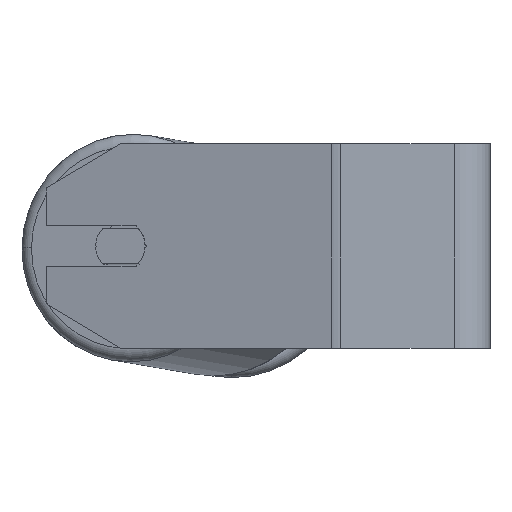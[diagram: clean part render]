
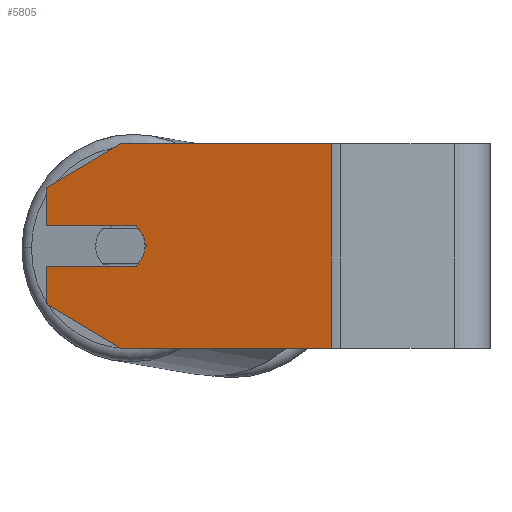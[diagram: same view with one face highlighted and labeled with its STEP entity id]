
A CAD part, left-side view. The second image highlights one B-rep face of the part: STEP entity #5805.
In plain terms, the highlighted planar face has unit normal (-0.966, 0.259, 0).
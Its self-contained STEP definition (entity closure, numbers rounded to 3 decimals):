
#76 = DIRECTION ( 'NONE',  ( -0.259, -0.966, 0. ) ) ;
#122 = ORIENTED_EDGE ( 'NONE', *, *, #6064, .F. ) ;
#170 = ORIENTED_EDGE ( 'NONE', *, *, #7332, .F. ) ;
#266 = VECTOR ( 'NONE', #4310, 1000. ) ;
#319 = CIRCLE ( 'NONE', #5631, 10. ) ;
#397 = CARTESIAN_POINT ( 'NONE',  ( -247.409, 144.528, -40. ) ) ;
#435 = EDGE_CURVE ( 'NONE', #8334, #6579, #2596, .T. ) ;
#637 = CARTESIAN_POINT ( 'NONE',  ( -248.961, 138.732, -8. ) ) ;
#651 = ORIENTED_EDGE ( 'NONE', *, *, #7182, .F. ) ;
#733 = CARTESIAN_POINT ( 'NONE',  ( -239.644, 173.506, -22.679 ) ) ;
#854 = CARTESIAN_POINT ( 'NONE',  ( -269.523, 61.996, -40. ) ) ;
#1027 = CARTESIAN_POINT ( 'NONE',  ( -239.644, 173.506, 40. ) ) ;
#1117 = VECTOR ( 'NONE', #4799, 1000. ) ;
#1228 = FACE_OUTER_BOUND ( 'NONE', #5220, .T. ) ;
#1234 = CARTESIAN_POINT ( 'NONE',  ( -248.961, 138.732, -8. ) ) ;
#1236 = EDGE_CURVE ( 'NONE', #2502, #5685, #4080, .T. ) ;
#1353 = ORIENTED_EDGE ( 'NONE', *, *, #2007, .T. ) ;
#1498 = CARTESIAN_POINT ( 'NONE',  ( -239.644, 173.506, 40. ) ) ;
#1707 = LINE ( 'NONE', #1027, #7232 ) ;
#1719 = CARTESIAN_POINT ( 'NONE',  ( -239.644, 173.506, -8. ) ) ;
#1742 = LINE ( 'NONE', #397, #4243 ) ;
#1751 = CARTESIAN_POINT ( 'NONE',  ( -269.523, 61.996, 40. ) ) ;
#1783 = CARTESIAN_POINT ( 'NONE',  ( -247.409, 144.528, 0. ) ) ;
#1791 = LINE ( 'NONE', #6940, #7744 ) ;
#1900 = ORIENTED_EDGE ( 'NONE', *, *, #3313, .T. ) ;
#2007 = EDGE_CURVE ( 'NONE', #5450, #6677, #1742, .T. ) ;
#2201 = DIRECTION ( 'NONE',  ( -0.966, 0.259, 0. ) ) ;
#2217 = LINE ( 'NONE', #4814, #4917 ) ;
#2383 = ORIENTED_EDGE ( 'NONE', *, *, #4756, .F. ) ;
#2384 = CARTESIAN_POINT ( 'NONE',  ( -269.523, 61.996, 40. ) ) ;
#2464 = VECTOR ( 'NONE', #76, 1000. ) ;
#2480 = DIRECTION ( 'NONE',  ( -0.259, -0.966, 0. ) ) ;
#2502 = VERTEX_POINT ( 'NONE', #3235 ) ;
#2562 = LINE ( 'NONE', #637, #2464 ) ;
#2596 = CIRCLE ( 'NONE', #3138, 10. ) ;
#2688 = ORIENTED_EDGE ( 'NONE', *, *, #4438, .F. ) ;
#2758 = CARTESIAN_POINT ( 'NONE',  ( -249.997, 134.869, 0. ) ) ;
#2900 = VERTEX_POINT ( 'NONE', #4007 ) ;
#2927 = LINE ( 'NONE', #1498, #1117 ) ;
#3106 = LINE ( 'NONE', #3615, #5616 ) ;
#3123 = DIRECTION ( 'NONE',  ( -0.966, 0.259, 0. ) ) ;
#3138 = AXIS2_PLACEMENT_3D ( 'NONE', #1783, #3123, #2480 ) ;
#3235 = CARTESIAN_POINT ( 'NONE',  ( -247.409, 144.528, 40. ) ) ;
#3245 = VERTEX_POINT ( 'NONE', #1234 ) ;
#3313 = EDGE_CURVE ( 'NONE', #8198, #5450, #1791, .T. ) ;
#3408 = ORIENTED_EDGE ( 'NONE', *, *, #435, .F. ) ;
#3538 = DIRECTION ( 'NONE',  ( -0.259, -0.966, 0. ) ) ;
#3615 = CARTESIAN_POINT ( 'NONE',  ( -248.961, 138.732, 8. ) ) ;
#3735 = CARTESIAN_POINT ( 'NONE',  ( -239.644, 173.506, 40. ) ) ;
#3736 = DIRECTION ( 'NONE',  ( 0., 0., -1. ) ) ;
#4007 = CARTESIAN_POINT ( 'NONE',  ( -239.644, 173.506, 8. ) ) ;
#4080 = LINE ( 'NONE', #7866, #5478 ) ;
#4095 = DIRECTION ( 'NONE',  ( -0.259, -0.966, 0. ) ) ;
#4243 = VECTOR ( 'NONE', #7025, 1000. ) ;
#4310 = DIRECTION ( 'NONE',  ( 0., 0., -1. ) ) ;
#4368 = CARTESIAN_POINT ( 'NONE',  ( -239.644, 173.506, 22.679 ) ) ;
#4438 = EDGE_CURVE ( 'NONE', #2502, #7989, #1707, .T. ) ;
#4756 = EDGE_CURVE ( 'NONE', #6579, #2900, #3106, .T. ) ;
#4799 = DIRECTION ( 'NONE',  ( 0., 0., -1. ) ) ;
#4814 = CARTESIAN_POINT ( 'NONE',  ( -239.644, 173.506, -40. ) ) ;
#4881 = VERTEX_POINT ( 'NONE', #854 ) ;
#4883 = DIRECTION ( 'NONE',  ( 0.259, 0.966, 0. ) ) ;
#4917 = VECTOR ( 'NONE', #3538, 1000. ) ;
#5119 = ORIENTED_EDGE ( 'NONE', *, *, #7460, .T. ) ;
#5220 = EDGE_LOOP ( 'NONE', ( #122, #170, #1900, #1353, #5119, #651, #2688, #5487, #8279, #2383, #3408 ) ) ;
#5431 = CARTESIAN_POINT ( 'NONE',  ( -247.409, 144.528, 0. ) ) ;
#5450 = VERTEX_POINT ( 'NONE', #733 ) ;
#5478 = VECTOR ( 'NONE', #6635, 1000. ) ;
#5487 = ORIENTED_EDGE ( 'NONE', *, *, #1236, .T. ) ;
#5616 = VECTOR ( 'NONE', #4883, 1000. ) ;
#5625 = AXIS2_PLACEMENT_3D ( 'NONE', #3735, #6298, #7059 ) ;
#5631 = AXIS2_PLACEMENT_3D ( 'NONE', #5431, #2201, #4095 ) ;
#5685 = VERTEX_POINT ( 'NONE', #4368 ) ;
#5805 = ADVANCED_FACE ( 'NONE', ( #1228 ), #6377, .F. ) ;
#5987 = EDGE_CURVE ( 'NONE', #5685, #2900, #2927, .T. ) ;
#6055 = CARTESIAN_POINT ( 'NONE',  ( -247.409, 144.528, -40. ) ) ;
#6064 = EDGE_CURVE ( 'NONE', #3245, #8334, #319, .T. ) ;
#6298 = DIRECTION ( 'NONE',  ( 0.966, -0.259, 0. ) ) ;
#6377 = PLANE ( 'NONE',  #5625 ) ;
#6579 = VERTEX_POINT ( 'NONE', #7284 ) ;
#6635 = DIRECTION ( 'NONE',  ( 0.224, 0.837, -0.5 ) ) ;
#6677 = VERTEX_POINT ( 'NONE', #6055 ) ;
#6940 = CARTESIAN_POINT ( 'NONE',  ( -239.644, 173.506, 40. ) ) ;
#7025 = DIRECTION ( 'NONE',  ( -0.224, -0.837, -0.5 ) ) ;
#7059 = DIRECTION ( 'NONE',  ( 0.259, 0.966, 0. ) ) ;
#7182 = EDGE_CURVE ( 'NONE', #7989, #4881, #8315, .T. ) ;
#7232 = VECTOR ( 'NONE', #8252, 1000. ) ;
#7284 = CARTESIAN_POINT ( 'NONE',  ( -248.961, 138.732, 8. ) ) ;
#7332 = EDGE_CURVE ( 'NONE', #8198, #3245, #2562, .T. ) ;
#7460 = EDGE_CURVE ( 'NONE', #6677, #4881, #2217, .T. ) ;
#7744 = VECTOR ( 'NONE', #3736, 1000. ) ;
#7866 = CARTESIAN_POINT ( 'NONE',  ( -239.644, 173.506, 22.679 ) ) ;
#7989 = VERTEX_POINT ( 'NONE', #1751 ) ;
#8198 = VERTEX_POINT ( 'NONE', #1719 ) ;
#8252 = DIRECTION ( 'NONE',  ( -0.259, -0.966, 0. ) ) ;
#8279 = ORIENTED_EDGE ( 'NONE', *, *, #5987, .T. ) ;
#8315 = LINE ( 'NONE', #2384, #266 ) ;
#8334 = VERTEX_POINT ( 'NONE', #2758 ) ;
